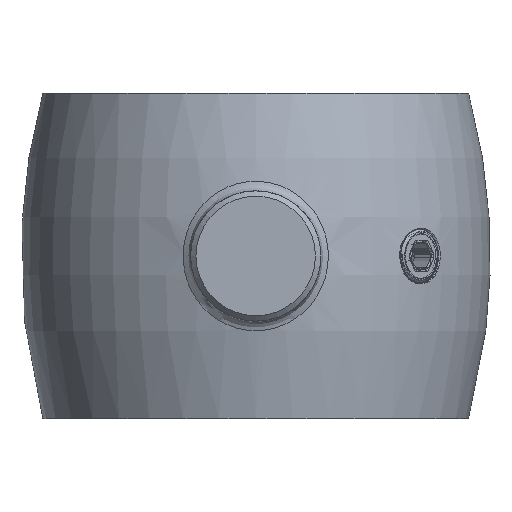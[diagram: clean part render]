
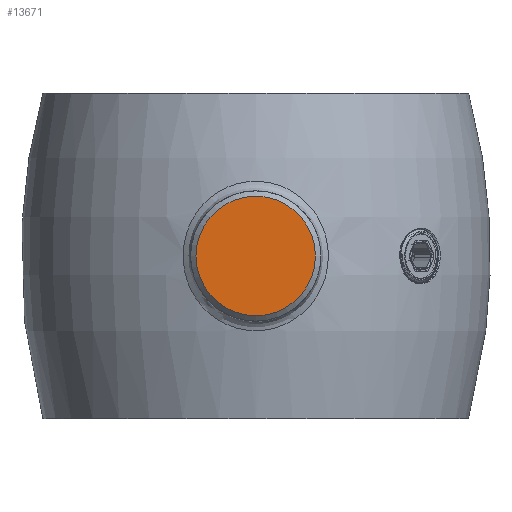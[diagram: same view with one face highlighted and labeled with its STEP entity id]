
A CAD part, front view. The second image highlights one B-rep face of the part: STEP entity #13671.
In plain terms, the highlighted planar face has unit normal (0, -1, 0).
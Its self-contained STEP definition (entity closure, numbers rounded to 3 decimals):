
#139 = EDGE_CURVE ( 'NONE', #1955, #1955, #12213, .T. ) ;
#174 = DIRECTION ( 'NONE',  ( 1., 0., 0. ) ) ;
#1364 = DIRECTION ( 'NONE',  ( 0., -1., 0. ) ) ;
#1591 = CARTESIAN_POINT ( 'NONE',  ( 0., -81., 0. ) ) ;
#1955 = VERTEX_POINT ( 'NONE', #4623 ) ;
#2291 = EDGE_LOOP ( 'NONE', ( #5501 ) ) ;
#4623 = CARTESIAN_POINT ( 'NONE',  ( 5.5, -81., 0. ) ) ;
#5501 = ORIENTED_EDGE ( 'NONE', *, *, #139, .T. ) ;
#6256 = FACE_OUTER_BOUND ( 'NONE', #2291, .T. ) ;
#8187 = DIRECTION ( 'NONE',  ( 0., -1., 0. ) ) ;
#9174 = CARTESIAN_POINT ( 'NONE',  ( 0., -81., 0. ) ) ;
#12213 = CIRCLE ( 'NONE', #15798, 5.5 ) ;
#13671 = ADVANCED_FACE ( 'NONE', ( #6256 ), #15765, .T. ) ;
#14750 = AXIS2_PLACEMENT_3D ( 'NONE', #9174, #1364, #174 ) ;
#15765 = PLANE ( 'NONE',  #14750 ) ;
#15798 = AXIS2_PLACEMENT_3D ( 'NONE', #1591, #8187, #16097 ) ;
#16097 = DIRECTION ( 'NONE',  ( 1., 0., 0. ) ) ;
